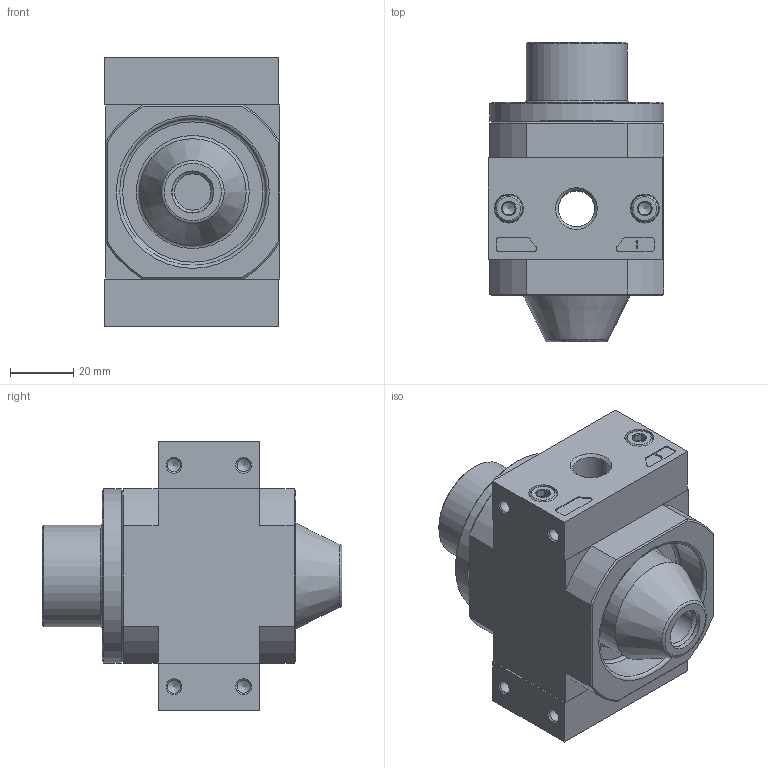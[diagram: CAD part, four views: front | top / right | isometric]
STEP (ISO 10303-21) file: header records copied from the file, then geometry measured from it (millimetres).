
FILE_DESCRIPTION(/* description */ ('STEP AP214'),/* implementation_level */ '2;1');
FILE_NAME(/* name */ '193250_HEP-1_4-D-MIDI',/* time_stamp */ '2024-08-29T04:18:52+02:00',/* author */ ('License CC BY-ND 4.0'),/* organization */ ('CADENAS'),/* preprocessor_version */ 'ST-DEVELOPER v19.3',/* originating_system */ 'PARTsolutions',/* authorisation */ ' ');
FILE_SCHEMA (('AUTOMOTIVE_DESIGN {1 0 10303 214 3 1 1}'));
Length unit declared in the file: millimetre
Products named in the file (6): 193250 HEP-1/4-D-MIDI; 397001 HEP-D-MIDI; 680241 PBL-1/4-D-MIDI-L---(1) p1; DIN-912 - M5x18(F); 369989 LF-D-MIDI; 680242 PBL-1/4-D-MIDI-R---(0) p1
Assembly tree (9 placements, depth 2):
  193250 HEP-1/4-D-MIDI
    397001 HEP-D-MIDI
    680241 PBL-1/4-D-MIDI-L---(1) p1
    DIN-912 - M5x18(F)  x4
    369989 LF-D-MIDI  x2
    680242 PBL-1/4-D-MIDI-R---(0) p1
Bounding box: 55.5 x 94.6 x 85 mm (x, y, z)
Volume: 210345.4 mm3; surface area: 52129.2 mm2
Topology: 9 solids, 9 shells, 392 faces, 859 edges, 524 vertices
Faces by surface type: plane 207, cone 93, cylinder 79, torus 9, sphere 4
Full cylindrical faces by diameter (mm): 4.134 x8, 5 x4, 7.3 x4, 7.5 x2, 8 x4, 8.2 x4, 8.5 x4, 8.566 x1, 11.445 x3, 13.3 x1, 23.9 x1, 24 x1, 24.9 x1, 26.7 x1, 29.7 x1, 31.1 x1, 32 x1, 33.7 x1, 46.3 x1, 51.6 x1, 55 x1
Entity records: 8986 total; most frequent: DIRECTION 1411, CARTESIAN_POINT 1363, ORIENTED_EDGE 1142, EDGE_CURVE 571, AXIS2_PLACEMENT_3D 559, FACE_BOUND 440, EDGE_LOOP 433, VERTEX_POINT 417
